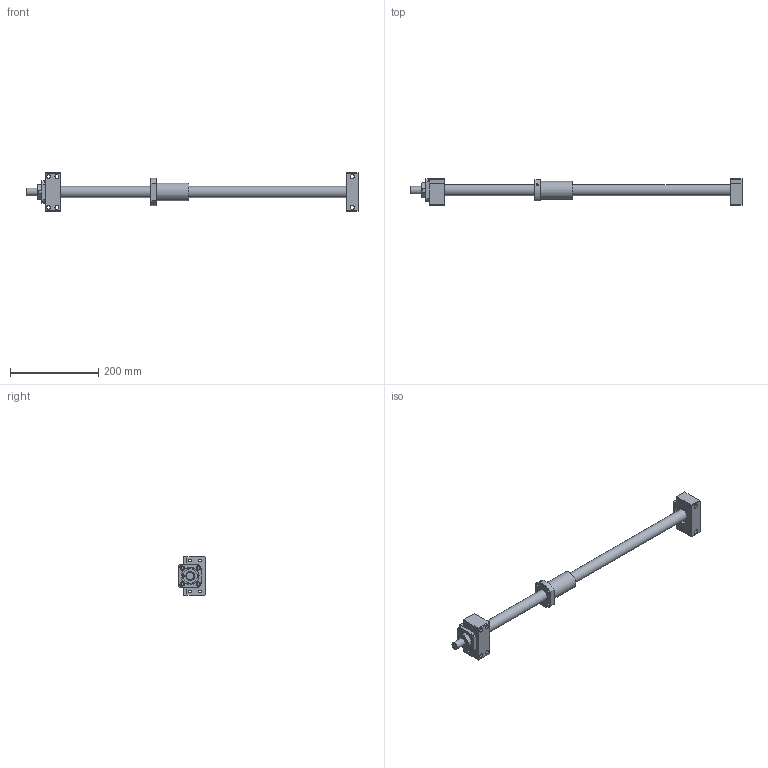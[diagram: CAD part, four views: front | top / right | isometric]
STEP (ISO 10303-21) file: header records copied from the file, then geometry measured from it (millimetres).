
FILE_DESCRIPTION(/* description */ ('','CAx-IF Rec.Pracs.---Representation and Presentation of Product Manufacturing Information (PMI)---4.0---2014-10-13'),/* implementation_level */ '2;1');
FILE_NAME(/* name */ 'F2RFU-2510-0750-BK20-BF20ASM v1.step',/* time_stamp */ '2024-12-17T10:41:31-05:00',/* author */ (''),/* organization */ (''),/* preprocessor_version */ 'ST-DEVELOPER v20',/* originating_system */ 'Autodesk Translation Framework v13.20.0.188',/* authorisation */ '');
FILE_SCHEMA (('AP242_MANAGED_MODEL_BASED_3D_ENGINEERING_MIM_LF { 1 0 10303 442 1 1 4 }'));
Length unit declared in the file: millimetre
Products named in the file (12): F2RFU-2510-0750-BK20-BF20ASM; 25xx_750; Screw25; BF20EndMach; BK20EndMach; BK20Yes; BK 20; BK 20collar; BF20; BF 20 Part1; BF 20 Part2; 2510 Ball Nut
Assembly tree (11 placements, depth 3):
  F2RFU-2510-0750-BK20-BF20ASM
    25xx_750
      Screw25
      BF20EndMach
      BK20EndMach
    BK20Yes
      BK 20
      BK 20collar
    BF20
      BF 20 Part1
      BF 20 Part2
    2510 Ball Nut
Bounding box: 751 x 60 x 88 mm (x, y, z)
Volume: 681046.4 mm3; surface area: 153760 mm2
Topology: 8 solids, 9 shells, 243 faces, 615 edges, 417 vertices
Faces by surface type: plane 133, cylinder 86, cone 19, torus 5
Full cylindrical faces by diameter (mm): 4 x2, 5 x1, 6.6 x26, 8.5 x4, 9 x6, 9.5 x4, 14 x6, 17 x1, 18.376 x1, 19 x1, 19.884 x1, 20 x5, 25 x1, 26 x2, 27.4 x2, 28 x1, 28.64 x2, 34.46 x2, 38 x2, 38.1 x1, 38.36 x2, 40 x1, 42 x2
Entity records: 8639 total; most frequent: CARTESIAN_POINT 2319, ORIENTED_EDGE 1230, DIRECTION 1221, EDGE_CURVE 615, AXIS2_PLACEMENT_3D 450, VERTEX_POINT 417, EDGE_LOOP 346, LINE 321
